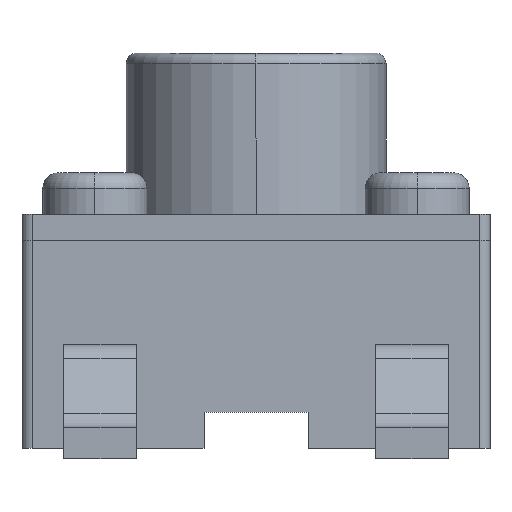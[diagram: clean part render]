
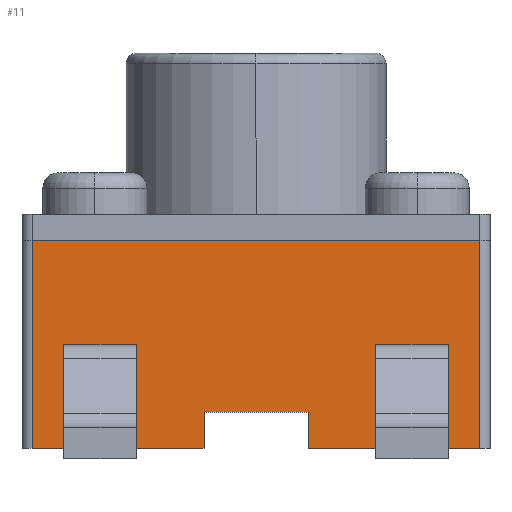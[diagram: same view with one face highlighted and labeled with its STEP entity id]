
A CAD part, left-side view. The second image highlights one B-rep face of the part: STEP entity #11.
In plain terms, the highlighted planar face has unit normal (-1, 0, 0).
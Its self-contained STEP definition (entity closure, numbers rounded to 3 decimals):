
#11=ADVANCED_FACE('NONE',(#12,#46,#80),#146,.F.);
#12=FACE_BOUND('NONE',#13,.T.);
#13=EDGE_LOOP('',(#14,#24,#32,#40));
#14=ORIENTED_EDGE('',*,*,#15,.T.);
#15=EDGE_CURVE('NONE',#16,#18,#20,.F.);
#16=VERTEX_POINT('NONE',#17);
#17=CARTESIAN_POINT('',(-2.25,-1.85,1.0));
#18=VERTEX_POINT('NONE',#19);
#19=CARTESIAN_POINT('',(-2.25,-1.85,0.7));
#20=LINE('',#21,#22);
#21=CARTESIAN_POINT('',(-2.25,-1.85,1.0));
#22=VECTOR('',#23,1.0);
#23=DIRECTION('',(0.0,0.0,1.0));
#24=ORIENTED_EDGE('',*,*,#25,.T.);
#25=EDGE_CURVE('NONE',#18,#26,#28,.T.);
#26=VERTEX_POINT('NONE',#27);
#27=CARTESIAN_POINT('',(-2.25,-1.15,0.7));
#28=LINE('',#29,#30);
#29=CARTESIAN_POINT('',(-2.25,-1.85,0.7));
#30=VECTOR('',#31,1.0);
#31=DIRECTION('',(0.0,1.0,0.0));
#32=ORIENTED_EDGE('',*,*,#33,.T.);
#33=EDGE_CURVE('NONE',#26,#34,#36,.T.);
#34=VERTEX_POINT('NONE',#35);
#35=CARTESIAN_POINT('',(-2.25,-1.15,1.0));
#36=LINE('',#37,#38);
#37=CARTESIAN_POINT('',(-2.25,-1.15,1.0));
#38=VECTOR('',#39,1.0);
#39=DIRECTION('',(0.0,0.0,1.0));
#40=ORIENTED_EDGE('',*,*,#41,.T.);
#41=EDGE_CURVE('NONE',#34,#16,#42,.F.);
#42=LINE('',#43,#44);
#43=CARTESIAN_POINT('',(-2.25,-1.85,1.0));
#44=VECTOR('',#45,1.0);
#45=DIRECTION('',(0.0,1.0,0.0));
#46=FACE_BOUND('NONE',#47,.T.);
#47=EDGE_LOOP('',(#48,#58,#66,#74));
#48=ORIENTED_EDGE('',*,*,#49,.T.);
#49=EDGE_CURVE('NONE',#50,#52,#54,.F.);
#50=VERTEX_POINT('NONE',#51);
#51=CARTESIAN_POINT('',(-2.25,1.15,1.0));
#52=VERTEX_POINT('NONE',#53);
#53=CARTESIAN_POINT('',(-2.25,1.15,0.7));
#54=LINE('',#55,#56);
#55=CARTESIAN_POINT('',(-2.25,1.15,1.0));
#56=VECTOR('',#57,1.0);
#57=DIRECTION('',(0.0,0.0,1.0));
#58=ORIENTED_EDGE('',*,*,#59,.T.);
#59=EDGE_CURVE('NONE',#52,#60,#62,.T.);
#60=VERTEX_POINT('NONE',#61);
#61=CARTESIAN_POINT('',(-2.25,1.85,0.7));
#62=LINE('',#63,#64);
#63=CARTESIAN_POINT('',(-2.25,1.15,0.7));
#64=VECTOR('',#65,1.0);
#65=DIRECTION('',(0.0,1.0,0.0));
#66=ORIENTED_EDGE('',*,*,#67,.T.);
#67=EDGE_CURVE('NONE',#60,#68,#70,.T.);
#68=VERTEX_POINT('NONE',#69);
#69=CARTESIAN_POINT('',(-2.25,1.85,1.0));
#70=LINE('',#71,#72);
#71=CARTESIAN_POINT('',(-2.25,1.85,1.0));
#72=VECTOR('',#73,1.0);
#73=DIRECTION('',(0.0,0.0,1.0));
#74=ORIENTED_EDGE('',*,*,#75,.T.);
#75=EDGE_CURVE('NONE',#68,#50,#76,.F.);
#76=LINE('',#77,#78);
#77=CARTESIAN_POINT('',(-2.25,1.15,1.0));
#78=VECTOR('',#79,1.0);
#79=DIRECTION('',(0.0,1.0,0.0));
#80=FACE_BOUND('NONE',#81,.T.);
#81=EDGE_LOOP('',(#82,#92,#100,#108,#116,#124,#132,#140));
#82=ORIENTED_EDGE('',*,*,#83,.T.);
#83=EDGE_CURVE('NONE',#84,#86,#88,.T.);
#84=VERTEX_POINT('NONE',#85);
#85=CARTESIAN_POINT('',(-2.25,-0.5,0.));
#86=VERTEX_POINT('NONE',#87);
#87=CARTESIAN_POINT('',(-2.25,-2.15,0.0));
#88=LINE('',#89,#90);
#89=CARTESIAN_POINT('',(-2.25,2.25,0.0));
#90=VECTOR('',#91,1.0);
#91=DIRECTION('',(0.,-1.0,0.0));
#92=ORIENTED_EDGE('',*,*,#93,.T.);
#93=EDGE_CURVE('NONE',#86,#94,#96,.T.);
#94=VERTEX_POINT('NONE',#95);
#95=CARTESIAN_POINT('',(-2.25,-2.15,2.0));
#96=LINE('',#97,#98);
#97=CARTESIAN_POINT('',(-2.25,-2.15,2.25));
#98=VECTOR('',#99,1.0);
#99=DIRECTION('',(0.0,0.0,1.0));
#100=ORIENTED_EDGE('',*,*,#101,.T.);
#101=EDGE_CURVE('NONE',#94,#102,#104,.F.);
#102=VERTEX_POINT('NONE',#103);
#103=CARTESIAN_POINT('',(-2.25,2.15,2.0));
#104=LINE('',#105,#106);
#105=CARTESIAN_POINT('',(-2.25,2.25,2.0));
#106=VECTOR('',#107,1.0);
#107=DIRECTION('',(0.,-1.0,0.0));
#108=ORIENTED_EDGE('',*,*,#109,.T.);
#109=EDGE_CURVE('NONE',#102,#110,#112,.T.);
#110=VERTEX_POINT('NONE',#111);
#111=CARTESIAN_POINT('',(-2.25,2.15,0.0));
#112=LINE('',#113,#114);
#113=CARTESIAN_POINT('',(-2.25,2.15,2.25));
#114=VECTOR('',#115,1.0);
#115=DIRECTION('',(0.0,0.0,-1.0));
#116=ORIENTED_EDGE('',*,*,#117,.T.);
#117=EDGE_CURVE('NONE',#110,#118,#120,.T.);
#118=VERTEX_POINT('NONE',#119);
#119=CARTESIAN_POINT('',(-2.25,0.5,0.0));
#120=LINE('',#121,#122);
#121=CARTESIAN_POINT('',(-2.25,2.25,0.0));
#122=VECTOR('',#123,1.0);
#123=DIRECTION('',(0.,-1.0,0.0));
#124=ORIENTED_EDGE('',*,*,#125,.T.);
#125=EDGE_CURVE('NONE',#118,#126,#128,.T.);
#126=VERTEX_POINT('NONE',#127);
#127=CARTESIAN_POINT('',(-2.25,0.5,0.35));
#128=LINE('',#129,#130);
#129=CARTESIAN_POINT('',(-2.25,0.5,2.25));
#130=VECTOR('',#131,1.0);
#131=DIRECTION('',(0.0,0.0,1.0));
#132=ORIENTED_EDGE('',*,*,#133,.T.);
#133=EDGE_CURVE('NONE',#126,#134,#136,.T.);
#134=VERTEX_POINT('NONE',#135);
#135=CARTESIAN_POINT('',(-2.25,-0.5,0.35));
#136=LINE('',#137,#138);
#137=CARTESIAN_POINT('',(-2.25,2.25,0.35));
#138=VECTOR('',#139,1.0);
#139=DIRECTION('',(0.,-1.0,0.));
#140=ORIENTED_EDGE('',*,*,#141,.T.);
#141=EDGE_CURVE('NONE',#134,#84,#142,.T.);
#142=LINE('',#143,#144);
#143=CARTESIAN_POINT('',(-2.25,-0.5,2.25));
#144=VECTOR('',#145,1.0);
#145=DIRECTION('',(0.0,0.0,-1.0));
#146=PLANE('',#147);
#147=AXIS2_PLACEMENT_3D('',#148,#149,#150);
#148=CARTESIAN_POINT('',(-2.25,2.25,2.25));
#149=DIRECTION('',(1.0,0.,0.0));
#150=DIRECTION('',(0.,1.0,0.0));
